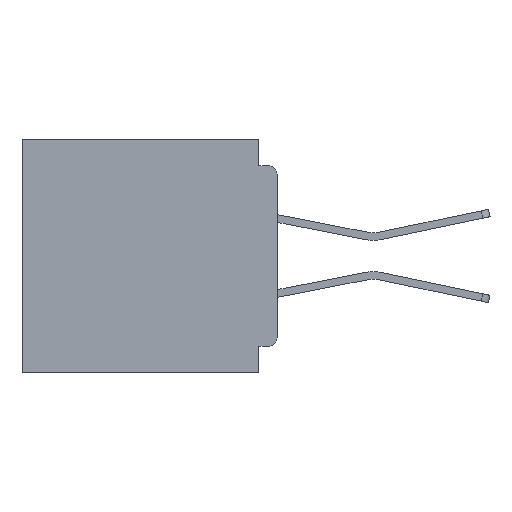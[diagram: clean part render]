
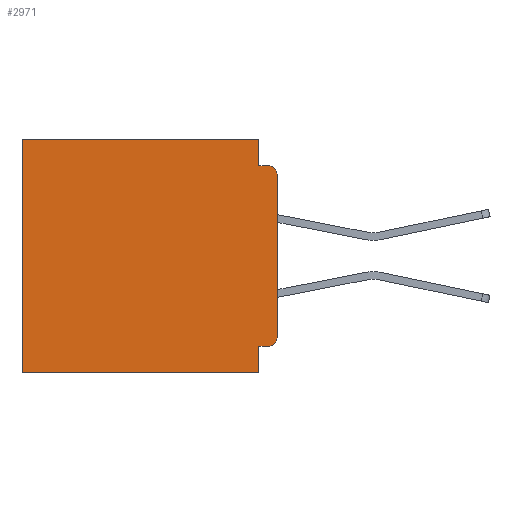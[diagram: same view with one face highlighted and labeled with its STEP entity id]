
A CAD part, left-side view. The second image highlights one B-rep face of the part: STEP entity #2971.
In plain terms, the highlighted planar face has unit normal (-1, 0, 0).
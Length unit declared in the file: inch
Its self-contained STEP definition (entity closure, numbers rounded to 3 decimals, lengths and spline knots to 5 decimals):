
#116 = PLANE ( 'NONE',  #19635 ) ;
#1080 = VECTOR ( 'NONE', #7675, 39.37008 ) ;
#1682 = CARTESIAN_POINT ( 'NONE',  ( 0.3, 0., -0.34 ) ) ;
#2069 = CIRCLE ( 'NONE', #35180, 0.015 ) ;
#2627 = CARTESIAN_POINT ( 'NONE',  ( 0.3, 0., -0.06 ) ) ;
#2971 = ADVANCED_FACE ( 'NONE', ( #15741 ), #116, .F. ) ;
#3727 = DIRECTION ( 'NONE',  ( 0., 1., 0. ) ) ;
#4002 = DIRECTION ( 'NONE',  ( -1., 0., 0. ) ) ;
#4597 = ORIENTED_EDGE ( 'NONE', *, *, #38858, .T. ) ;
#5292 = CARTESIAN_POINT ( 'NONE',  ( 0.3, 0.437, -0.4 ) ) ;
#5310 = VERTEX_POINT ( 'NONE', #1682 ) ;
#7035 = EDGE_CURVE ( 'NONE', #9906, #46509, #34301, .T. ) ;
#7675 = DIRECTION ( 'NONE',  ( 0., 1., 0. ) ) ;
#7691 = CARTESIAN_POINT ( 'NONE',  ( 0.3, 0.015, -0.355 ) ) ;
#8225 = ORIENTED_EDGE ( 'NONE', *, *, #7035, .T. ) ;
#8619 = CARTESIAN_POINT ( 'NONE',  ( 0.3, 0.031, -0.045 ) ) ;
#8887 = EDGE_LOOP ( 'NONE', ( #26979, #20318, #47236, #41223, #34476, #8225, #39411, #32704, #10126, #4597 ) ) ;
#9272 = LINE ( 'NONE', #15201, #28837 ) ;
#9405 = EDGE_CURVE ( 'NONE', #44836, #5310, #18810, .T. ) ;
#9906 = VERTEX_POINT ( 'NONE', #45418 ) ;
#10126 = ORIENTED_EDGE ( 'NONE', *, *, #41615, .F. ) ;
#10562 = LINE ( 'NONE', #35024, #30122 ) ;
#10770 = VECTOR ( 'NONE', #44996, 39.37008 ) ;
#14342 = VERTEX_POINT ( 'NONE', #46618 ) ;
#15201 = CARTESIAN_POINT ( 'NONE',  ( 0.3, 0., -0.355 ) ) ;
#15296 = CARTESIAN_POINT ( 'NONE',  ( 0.3, 0., -0.4 ) ) ;
#15641 = CARTESIAN_POINT ( 'NONE',  ( 0.3, 0.031, -0.4 ) ) ;
#15741 = FACE_OUTER_BOUND ( 'NONE', #8887, .T. ) ;
#15966 = VERTEX_POINT ( 'NONE', #23378 ) ;
#16576 = DIRECTION ( 'NONE',  ( 0., -1., 0. ) ) ;
#17811 = CARTESIAN_POINT ( 'NONE',  ( 0.3, 0.015, -0.06 ) ) ;
#17983 = VERTEX_POINT ( 'NONE', #20299 ) ;
#18495 = VERTEX_POINT ( 'NONE', #7691 ) ;
#18810 = LINE ( 'NONE', #15296, #38343 ) ;
#19249 = DIRECTION ( 'NONE',  ( 0., 0., -1. ) ) ;
#19635 = AXIS2_PLACEMENT_3D ( 'NONE', #32956, #49959, #26686 ) ;
#19972 = LINE ( 'NONE', #29347, #10770 ) ;
#20299 = CARTESIAN_POINT ( 'NONE',  ( 0.3, 0.031, 0. ) ) ;
#20318 = ORIENTED_EDGE ( 'NONE', *, *, #23549, .T. ) ;
#20547 = CARTESIAN_POINT ( 'NONE',  ( 0.3, 0., -0.045 ) ) ;
#21739 = DIRECTION ( 'NONE',  ( 0., 0., -1. ) ) ;
#22666 = VERTEX_POINT ( 'NONE', #8619 ) ;
#23213 = LINE ( 'NONE', #38779, #1080 ) ;
#23378 = CARTESIAN_POINT ( 'NONE',  ( 0.3, 0.031, -0.355 ) ) ;
#23549 = EDGE_CURVE ( 'NONE', #44836, #14342, #41434, .T. ) ;
#24527 = VERTEX_POINT ( 'NONE', #15641 ) ;
#26646 = CARTESIAN_POINT ( 'NONE',  ( 0.3, 0.031, -0.4 ) ) ;
#26686 = DIRECTION ( 'NONE',  ( 0., 0., -1. ) ) ;
#26784 = EDGE_CURVE ( 'NONE', #24527, #46509, #23213, .T. ) ;
#26979 = ORIENTED_EDGE ( 'NONE', *, *, #9405, .F. ) ;
#27475 = CARTESIAN_POINT ( 'NONE',  ( 0.3, 0.015, -0.34 ) ) ;
#28760 = DIRECTION ( 'NONE',  ( 0., 0., -1. ) ) ;
#28837 = VECTOR ( 'NONE', #46378, 39.37008 ) ;
#29347 = CARTESIAN_POINT ( 'NONE',  ( 0.3, 0.031, 0. ) ) ;
#30122 = VECTOR ( 'NONE', #3727, 39.37008 ) ;
#30593 = DIRECTION ( 'NONE',  ( 0., 0., -1. ) ) ;
#31421 = DIRECTION ( 'NONE',  ( 0., 0., -1. ) ) ;
#32326 = EDGE_CURVE ( 'NONE', #22666, #14342, #48880, .T. ) ;
#32704 = ORIENTED_EDGE ( 'NONE', *, *, #36275, .F. ) ;
#32956 = CARTESIAN_POINT ( 'NONE',  ( 0.3, 0., -0.4 ) ) ;
#34301 = LINE ( 'NONE', #5292, #43440 ) ;
#34476 = ORIENTED_EDGE ( 'NONE', *, *, #41156, .T. ) ;
#34870 = EDGE_CURVE ( 'NONE', #17983, #22666, #19972, .T. ) ;
#35024 = CARTESIAN_POINT ( 'NONE',  ( 0.3, 0., 0. ) ) ;
#35180 = AXIS2_PLACEMENT_3D ( 'NONE', #27475, #4002, #31421 ) ;
#35312 = CARTESIAN_POINT ( 'NONE',  ( 0.3, 0.437, -0.4 ) ) ;
#36275 = EDGE_CURVE ( 'NONE', #15966, #24527, #48443, .T. ) ;
#36302 = AXIS2_PLACEMENT_3D ( 'NONE', #17811, #45055, #21739 ) ;
#38093 = VECTOR ( 'NONE', #30593, 39.37008 ) ;
#38343 = VECTOR ( 'NONE', #19249, 39.37008 ) ;
#38779 = CARTESIAN_POINT ( 'NONE',  ( 0.3, 0., -0.4 ) ) ;
#38858 = EDGE_CURVE ( 'NONE', #18495, #5310, #2069, .T. ) ;
#39411 = ORIENTED_EDGE ( 'NONE', *, *, #26784, .F. ) ;
#41156 = EDGE_CURVE ( 'NONE', #17983, #9906, #10562, .T. ) ;
#41223 = ORIENTED_EDGE ( 'NONE', *, *, #34870, .F. ) ;
#41434 = CIRCLE ( 'NONE', #36302, 0.015 ) ;
#41615 = EDGE_CURVE ( 'NONE', #18495, #15966, #9272, .T. ) ;
#43440 = VECTOR ( 'NONE', #28760, 39.37008 ) ;
#44836 = VERTEX_POINT ( 'NONE', #2627 ) ;
#44996 = DIRECTION ( 'NONE',  ( 0., 0., -1. ) ) ;
#45055 = DIRECTION ( 'NONE',  ( -1., 0., 0. ) ) ;
#45418 = CARTESIAN_POINT ( 'NONE',  ( 0.3, 0.437, 0. ) ) ;
#46378 = DIRECTION ( 'NONE',  ( 0., 1., 0. ) ) ;
#46509 = VERTEX_POINT ( 'NONE', #35312 ) ;
#46618 = CARTESIAN_POINT ( 'NONE',  ( 0.3, 0.015, -0.045 ) ) ;
#47236 = ORIENTED_EDGE ( 'NONE', *, *, #32326, .F. ) ;
#47635 = VECTOR ( 'NONE', #16576, 39.37008 ) ;
#48443 = LINE ( 'NONE', #26646, #38093 ) ;
#48880 = LINE ( 'NONE', #20547, #47635 ) ;
#49959 = DIRECTION ( 'NONE',  ( 1., 0., 0. ) ) ;
